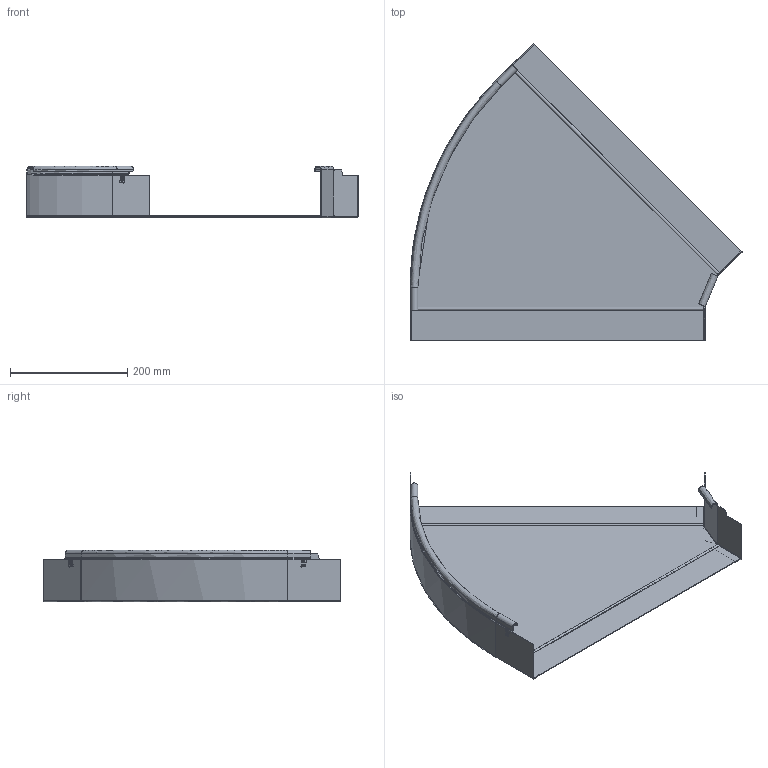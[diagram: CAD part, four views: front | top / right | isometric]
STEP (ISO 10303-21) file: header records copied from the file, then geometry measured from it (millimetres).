
FILE_DESCRIPTION(/* description */ (''),/* implementation_level */ '2;1');
FILE_NAME(/* name */ '6041438',/* time_stamp */ '2014-08-22T08:28:20+02:00',/* author */ (''),/* organization */ (''),/* preprocessor_version */ 'ST-DEVELOPER v15',/* originating_system */ '',/* authorisation */ '');
FILE_SCHEMA (('AUTOMOTIVE_DESIGN'));
Length unit declared in the file: millimetre
Products named in the file (2): Document; Block 01
Assembly tree (1 placements, depth 2):
  Document
    Block 01
Bounding box: 566.23 x 507.52 x 88 mm (x, y, z)
Volume: 335746.4 mm3; surface area: 541746.2 mm2
Topology: 3 solids, 3 shells, 378 faces, 961 edges, 614 vertices
Faces by surface type: plane 231, bspline 147
Entity records: 15561 total; most frequent: CARTESIAN_POINT 9251, ORIENTED_EDGE 1922, EDGE_CURVE 961, B_SPLINE_CURVE_WITH_KNOTS 815, VERTEX_POINT 614, EDGE_LOOP 403, ADVANCED_FACE 378, FACE_OUTER_BOUND 378
